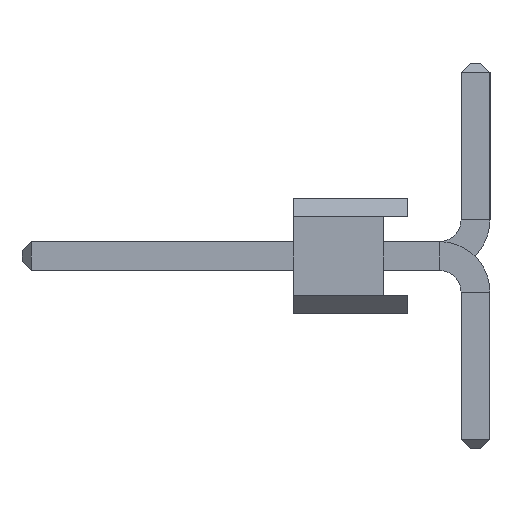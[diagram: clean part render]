
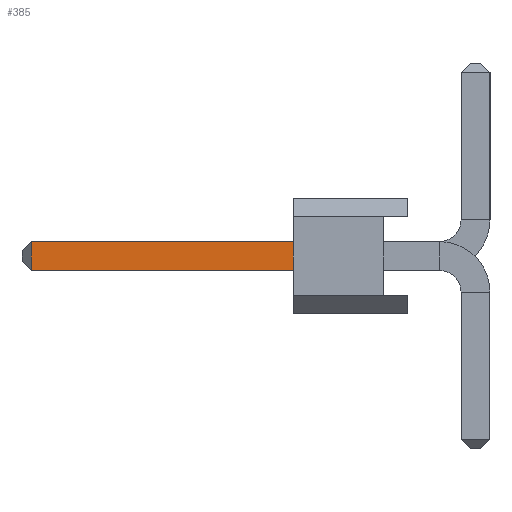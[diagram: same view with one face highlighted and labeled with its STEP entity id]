
A CAD part, left-side view. The second image highlights one B-rep face of the part: STEP entity #385.
In plain terms, the highlighted planar face has unit normal (-1, 0, 0).
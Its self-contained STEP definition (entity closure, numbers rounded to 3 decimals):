
#12 = VECTOR ( 'NONE', #373, 1000. ) ;
#34 = AXIS2_PLACEMENT_3D ( 'NONE', #1450, #1897, #410 ) ;
#46 = VERTEX_POINT ( 'NONE', #1375 ) ;
#99 = VERTEX_POINT ( 'NONE', #1257 ) ;
#140 = ORIENTED_EDGE ( 'NONE', *, *, #1819, .T. ) ;
#141 = DIRECTION ( 'NONE',  ( 0., 0., -1. ) ) ;
#334 = EDGE_CURVE ( 'NONE', #1645, #46, #360, .T. ) ;
#360 = LINE ( 'NONE', #1862, #12 ) ;
#373 = DIRECTION ( 'NONE',  ( 0., 0., -1. ) ) ;
#385 = ADVANCED_FACE ( 'NONE', ( #1339 ), #554, .T. ) ;
#410 = DIRECTION ( 'NONE',  ( 0., 0., 1. ) ) ;
#428 = LINE ( 'NONE', #1659, #934 ) ;
#474 = VECTOR ( 'NONE', #1165, 1000. ) ;
#550 = EDGE_CURVE ( 'NONE', #884, #99, #1573, .T. ) ;
#554 = PLANE ( 'NONE',  #34 ) ;
#585 = EDGE_CURVE ( 'NONE', #99, #46, #1275, .T. ) ;
#853 = EDGE_LOOP ( 'NONE', ( #140, #1049, #1601, #1221 ) ) ;
#884 = VERTEX_POINT ( 'NONE', #1101 ) ;
#934 = VECTOR ( 'NONE', #1507, 1000. ) ;
#1021 = CARTESIAN_POINT ( 'NONE',  ( -0.32, -0.7, -0.32 ) ) ;
#1049 = ORIENTED_EDGE ( 'NONE', *, *, #334, .T. ) ;
#1101 = CARTESIAN_POINT ( 'NONE',  ( -0.32, 2.54, 0.32 ) ) ;
#1157 = VECTOR ( 'NONE', #141, 1000. ) ;
#1160 = CARTESIAN_POINT ( 'NONE',  ( -0.32, 2.54, 0. ) ) ;
#1165 = DIRECTION ( 'NONE',  ( 0., 1., 0. ) ) ;
#1221 = ORIENTED_EDGE ( 'NONE', *, *, #550, .F. ) ;
#1257 = CARTESIAN_POINT ( 'NONE',  ( -0.32, 2.54, -0.32 ) ) ;
#1275 = LINE ( 'NONE', #1021, #474 ) ;
#1305 = CARTESIAN_POINT ( 'NONE',  ( -0.32, 8.34, 0.32 ) ) ;
#1339 = FACE_OUTER_BOUND ( 'NONE', #853, .T. ) ;
#1375 = CARTESIAN_POINT ( 'NONE',  ( -0.32, 8.34, -0.32 ) ) ;
#1450 = CARTESIAN_POINT ( 'NONE',  ( -0.32, -0.7, -0.32 ) ) ;
#1507 = DIRECTION ( 'NONE',  ( 0., 1., 0. ) ) ;
#1573 = LINE ( 'NONE', #1160, #1157 ) ;
#1601 = ORIENTED_EDGE ( 'NONE', *, *, #585, .F. ) ;
#1645 = VERTEX_POINT ( 'NONE', #1305 ) ;
#1659 = CARTESIAN_POINT ( 'NONE',  ( -0.32, -0.7, 0.32 ) ) ;
#1819 = EDGE_CURVE ( 'NONE', #884, #1645, #428, .T. ) ;
#1862 = CARTESIAN_POINT ( 'NONE',  ( -0.32, 8.34, -0.32 ) ) ;
#1897 = DIRECTION ( 'NONE',  ( -1., 0., 0. ) ) ;
